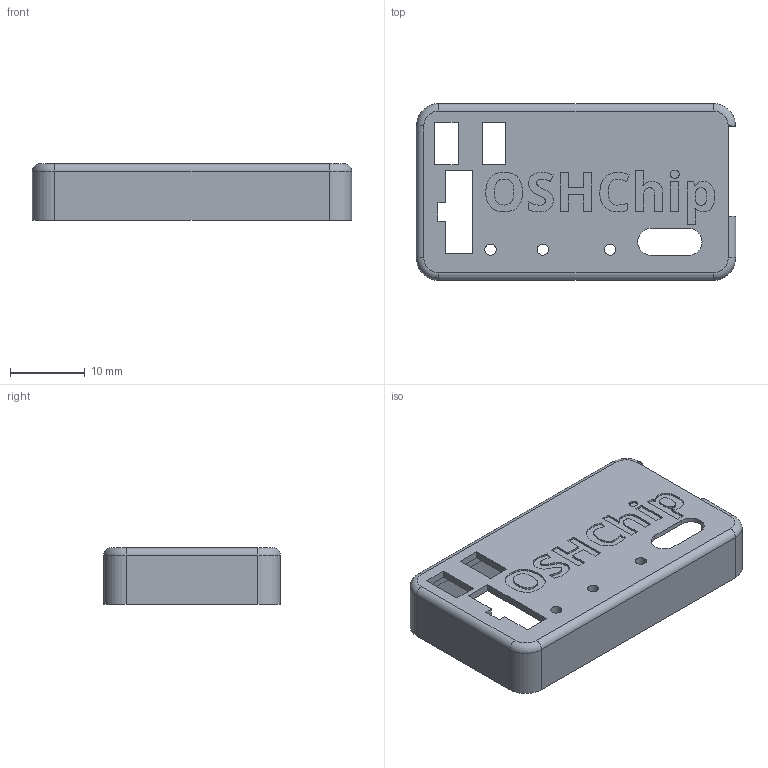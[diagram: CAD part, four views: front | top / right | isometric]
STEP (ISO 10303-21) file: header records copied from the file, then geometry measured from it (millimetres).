
FILE_DESCRIPTION( ( '' ), ' ' );
FILE_NAME( '5a59a2cabdcb410f4b124ae0.step', '2018-01-13T06:10:19', ( '' ), ( '' ), ' ', ' ', ' ' );
FILE_SCHEMA( ( 'AUTOMOTIVE_DESIGN { 1 0 10303 214 1 1 1 1 }' ) );
Length unit declared in the file: metre
Products named in the file (1): Top Case
Bounding box: 42.7 x 23.65 x 7.57 mm (x, y, z)
Volume: 1816.2 mm3; surface area: 3730.5 mm2
Topology: 1 solids, 1 shells, 220 faces, 597 edges, 394 vertices
Faces by surface type: plane 107, extrusion 80, cylinder 29, torus 4
Full cylindrical faces by diameter (mm): 1.5 x3, 3.5 x3
Entity records: 8763 total; most frequent: CARTESIAN_POINT 1686, ORIENTED_EDGE 1182, DIRECTION 857, EDGE_CURVE 591, VECTOR 447, VERTEX_POINT 394, LINE 367, EDGE_LOOP 255
